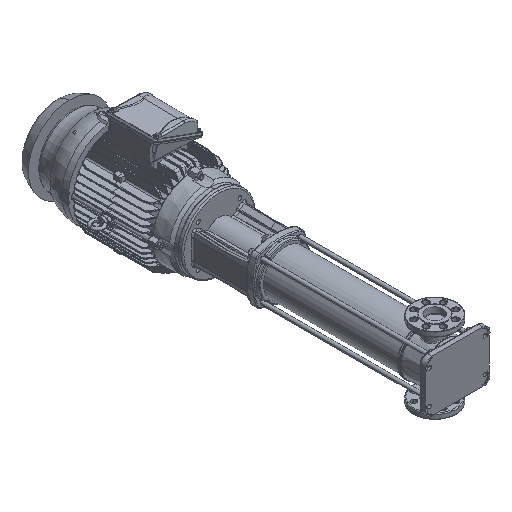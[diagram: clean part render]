
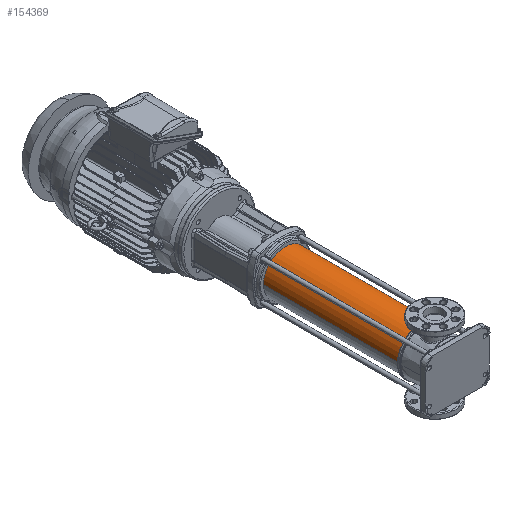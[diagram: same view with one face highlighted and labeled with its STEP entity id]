
A CAD part, isometric view. The second image highlights one B-rep face of the part: STEP entity #154369.
In plain terms, the highlighted cylindrical face has radius 85.35 mm (diameter 170.7 mm), a partial arc.
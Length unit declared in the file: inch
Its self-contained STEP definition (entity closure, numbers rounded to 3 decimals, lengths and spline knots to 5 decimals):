
#167 = EDGE_LOOP ( 'NONE', ( #104306, #55844, #15006, #52668 ) ) ;
#14225 = DIRECTION ( 'NONE',  ( 0., -1., 0. ) ) ;
#15006 = ORIENTED_EDGE ( 'NONE', *, *, #130345, .T. ) ;
#19019 = VERTEX_POINT ( 'NONE', #58029 ) ;
#23546 = CARTESIAN_POINT ( 'NONE',  ( 0., 2.20472, 0. ) ) ;
#33332 = FACE_OUTER_BOUND ( 'NONE', #167, .T. ) ;
#36146 = CARTESIAN_POINT ( 'NONE',  ( 0., 1.70079, 0. ) ) ;
#38048 = VERTEX_POINT ( 'NONE', #116876 ) ;
#46762 = CYLINDRICAL_SURFACE ( 'NONE', #165880, 3.36024 ) ;
#48625 = DIRECTION ( 'NONE',  ( 0., 1., 0. ) ) ;
#52178 = DIRECTION ( 'NONE',  ( 0., 0., 1. ) ) ;
#52503 = EDGE_CURVE ( 'NONE', #112443, #38048, #56768, .T. ) ;
#52668 = ORIENTED_EDGE ( 'NONE', *, *, #52503, .T. ) ;
#55303 = CIRCLE ( 'NONE', #143774, 3.36024 ) ;
#55844 = ORIENTED_EDGE ( 'NONE', *, *, #111332, .T. ) ;
#56768 = CIRCLE ( 'NONE', #129993, 3.36024 ) ;
#58029 = CARTESIAN_POINT ( 'NONE',  ( 0., 2.20472, 3.36024 ) ) ;
#67248 = CARTESIAN_POINT ( 'NONE',  ( 0., 1.70079, -3.36024 ) ) ;
#72441 = CARTESIAN_POINT ( 'NONE',  ( 0., 22.86236, 0. ) ) ;
#88075 = EDGE_CURVE ( 'NONE', #181560, #38048, #154131, .T. ) ;
#104306 = ORIENTED_EDGE ( 'NONE', *, *, #88075, .F. ) ;
#108458 = VECTOR ( 'NONE', #111158, 39.37008 ) ;
#111158 = DIRECTION ( 'NONE',  ( 0., 1., 0. ) ) ;
#111332 = EDGE_CURVE ( 'NONE', #181560, #19019, #55303, .T. ) ;
#112443 = VERTEX_POINT ( 'NONE', #148430 ) ;
#116876 = CARTESIAN_POINT ( 'NONE',  ( 0., 22.86236, -3.36024 ) ) ;
#129993 = AXIS2_PLACEMENT_3D ( 'NONE', #72441, #14225, #130702 ) ;
#130345 = EDGE_CURVE ( 'NONE', #19019, #112443, #161331, .T. ) ;
#130702 = DIRECTION ( 'NONE',  ( 0., 0., 1. ) ) ;
#143774 = AXIS2_PLACEMENT_3D ( 'NONE', #23546, #183009, #52178 ) ;
#147960 = DIRECTION ( 'NONE',  ( 0., 0., 1. ) ) ;
#148430 = CARTESIAN_POINT ( 'NONE',  ( 0., 22.86236, 3.36024 ) ) ;
#151893 = VECTOR ( 'NONE', #172853, 39.37008 ) ;
#154131 = LINE ( 'NONE', #67248, #108458 ) ;
#154369 = ADVANCED_FACE ( 'NONE', ( #33332 ), #46762, .T. ) ;
#161331 = LINE ( 'NONE', #162275, #151893 ) ;
#162275 = CARTESIAN_POINT ( 'NONE',  ( 0., 1.70079, 3.36024 ) ) ;
#165880 = AXIS2_PLACEMENT_3D ( 'NONE', #36146, #48625, #147960 ) ;
#172853 = DIRECTION ( 'NONE',  ( 0., 1., 0. ) ) ;
#176793 = CARTESIAN_POINT ( 'NONE',  ( 0., 2.20472, -3.36024 ) ) ;
#181560 = VERTEX_POINT ( 'NONE', #176793 ) ;
#183009 = DIRECTION ( 'NONE',  ( 0., 1., 0. ) ) ;
